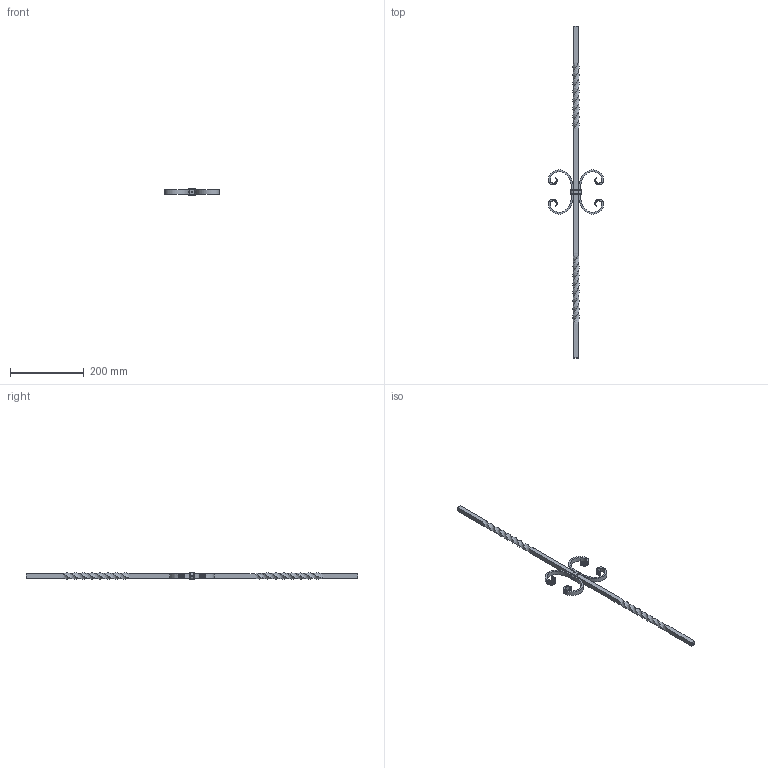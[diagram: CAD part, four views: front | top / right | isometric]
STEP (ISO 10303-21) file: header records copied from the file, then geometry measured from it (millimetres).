
FILE_DESCRIPTION (( 'STEP AP203' ), '1' );
FILE_NAME ('9052-S.step', '2020-06-30T11:32:56', ( '' ), ( '' ), 'SwSTEP 2.0', 'SolidWorks 2018', '' );
FILE_SCHEMA (( 'CONFIG_CONTROL_DESIGN' ));
Length unit declared in the file: millimetre
Products named in the file (4): 9052-S Teil1; 9052-S; 9052-S Teil2; 9052-S Teil3
Assembly tree (4 placements, depth 2):
  9052-S
    9052-S Teil1
    9052-S Teil2  x2
    9052-S Teil3
Bounding box: 150.84 x 900 x 18.07 mm (x, y, z)
Volume: 173600.9 mm3; surface area: 67835.5 mm2
Topology: 4 solids, 4 shells, 382 faces, 953 edges, 598 vertices
Faces by surface type: plane 159, bspline 135, cylinder 60, torus 28
Entity records: 25485 total; most frequent: CARTESIAN_POINT 17440, ORIENTED_EDGE 1744, DIRECTION 1262, EDGE_CURVE 872, VERTEX_POINT 544, LINE 496, VECTOR 496, AXIS2_PLACEMENT_3D 383
